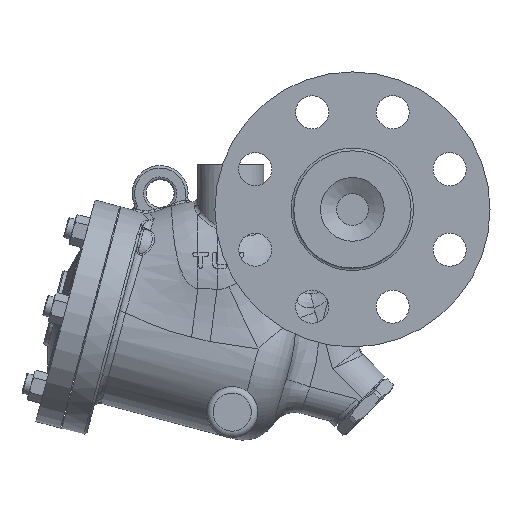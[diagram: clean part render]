
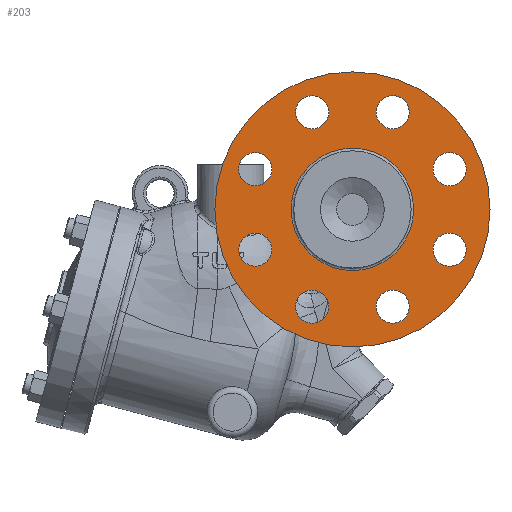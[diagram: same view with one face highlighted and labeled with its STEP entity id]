
A CAD part, front view. The second image highlights one B-rep face of the part: STEP entity #203.
In plain terms, the highlighted planar face has unit normal (0, -1, 0).
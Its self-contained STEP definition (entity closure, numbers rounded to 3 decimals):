
#73=CARTESIAN_POINT('',(205.,-141.6,133.05));
#74=VERTEX_POINT('',#73);
#75=CARTESIAN_POINT('',(205.,-141.6,85.0));
#76=DIRECTION('',(0.0,-1.0,0.0));
#77=DIRECTION('',(0.0,0.0,-1.0));
#78=AXIS2_PLACEMENT_3D('',#75,#76,#77);
#79=CIRCLE('',#78,48.05);
#80=EDGE_CURVE('',#74,#74,#79,.T.);
#96=CARTESIAN_POINT('',(205.,-141.6,162.025));
#97=DIRECTION('',(0.0,-1.0,0.0));
#98=DIRECTION('',(0.0,0.0,-1.0));
#99=AXIS2_PLACEMENT_3D('',#96,#97,#98);
#100=PLANE('',#99);
#101=CARTESIAN_POINT('',(205.,-141.6,193.0));
#102=VERTEX_POINT('',#101);
#103=CARTESIAN_POINT('',(205.,-141.6,85.0));
#104=DIRECTION('',(0.0,-1.0,0.0));
#105=DIRECTION('',(0.0,0.0,1.0));
#106=AXIS2_PLACEMENT_3D('',#103,#104,#105);
#107=CIRCLE('',#106,108.0);
#108=EDGE_CURVE('',#102,#102,#107,.T.);
#109=ORIENTED_EDGE('',*,*,#108,.T.);
#110=EDGE_LOOP('',(#109));
#111=FACE_OUTER_BOUND('',#110,.T.);
#112=CARTESIAN_POINT('',(249.591,-141.6,161.266));
#113=VERTEX_POINT('',#112);
#114=CARTESIAN_POINT('',(236.591,-141.6,161.266));
#115=DIRECTION('',(0.0,1.0,0.0));
#116=DIRECTION('',(1.0,0.0,0.0));
#117=AXIS2_PLACEMENT_3D('',#114,#115,#116);
#118=CIRCLE('',#117,13.0);
#119=EDGE_CURVE('',#113,#113,#118,.T.);
#120=ORIENTED_EDGE('',*,*,#119,.T.);
#121=EDGE_LOOP('',(#120));
#122=FACE_BOUND('',#121,.T.);
#123=CARTESIAN_POINT('',(182.602,-141.6,170.459));
#124=VERTEX_POINT('',#123);
#125=CARTESIAN_POINT('',(173.409,-141.6,161.266));
#126=DIRECTION('',(0.0,1.0,0.0));
#127=DIRECTION('',(0.707,0.0,0.707));
#128=AXIS2_PLACEMENT_3D('',#125,#126,#127);
#129=CIRCLE('',#128,13.0);
#130=EDGE_CURVE('',#124,#124,#129,.T.);
#131=ORIENTED_EDGE('',*,*,#130,.T.);
#132=EDGE_LOOP('',(#131));
#133=FACE_BOUND('',#132,.T.);
#134=CARTESIAN_POINT('',(128.734,-141.6,129.591));
#135=VERTEX_POINT('',#134);
#136=CARTESIAN_POINT('',(128.734,-141.6,116.591));
#137=DIRECTION('',(0.0,1.0,0.0));
#138=DIRECTION('',(0.0,0.0,1.0));
#139=AXIS2_PLACEMENT_3D('',#136,#137,#138);
#140=CIRCLE('',#139,13.0);
#141=EDGE_CURVE('',#135,#135,#140,.T.);
#142=ORIENTED_EDGE('',*,*,#141,.T.);
#143=EDGE_LOOP('',(#142));
#144=FACE_BOUND('',#143,.T.);
#145=CARTESIAN_POINT('',(119.541,-141.6,62.602));
#146=VERTEX_POINT('',#145);
#147=CARTESIAN_POINT('',(128.734,-141.6,53.409));
#148=DIRECTION('',(0.0,1.0,0.0));
#149=DIRECTION('',(-0.707,0.0,0.707));
#150=AXIS2_PLACEMENT_3D('',#147,#148,#149);
#151=CIRCLE('',#150,13.0);
#152=EDGE_CURVE('',#146,#146,#151,.T.);
#153=ORIENTED_EDGE('',*,*,#152,.T.);
#154=EDGE_LOOP('',(#153));
#155=FACE_BOUND('',#154,.T.);
#156=CARTESIAN_POINT('',(160.409,-141.6,8.734));
#157=VERTEX_POINT('',#156);
#158=CARTESIAN_POINT('',(173.409,-141.6,8.734));
#159=DIRECTION('',(0.0,1.0,0.0));
#160=DIRECTION('',(-1.0,0.0,0.0));
#161=AXIS2_PLACEMENT_3D('',#158,#159,#160);
#162=CIRCLE('',#161,13.0);
#163=EDGE_CURVE('',#157,#157,#162,.T.);
#164=ORIENTED_EDGE('',*,*,#163,.T.);
#165=EDGE_LOOP('',(#164));
#166=FACE_BOUND('',#165,.T.);
#167=CARTESIAN_POINT('',(227.398,-141.6,-0.459));
#168=VERTEX_POINT('',#167);
#169=CARTESIAN_POINT('',(236.591,-141.6,8.734));
#170=DIRECTION('',(0.0,1.0,0.0));
#171=DIRECTION('',(-0.707,0.0,-0.707));
#172=AXIS2_PLACEMENT_3D('',#169,#170,#171);
#173=CIRCLE('',#172,13.0);
#174=EDGE_CURVE('',#168,#168,#173,.T.);
#175=ORIENTED_EDGE('',*,*,#174,.T.);
#176=EDGE_LOOP('',(#175));
#177=FACE_BOUND('',#176,.T.);
#178=CARTESIAN_POINT('',(281.266,-141.6,40.409));
#179=VERTEX_POINT('',#178);
#180=CARTESIAN_POINT('',(281.266,-141.6,53.409));
#181=DIRECTION('',(0.0,1.0,0.0));
#182=DIRECTION('',(0.0,0.0,-1.0));
#183=AXIS2_PLACEMENT_3D('',#180,#181,#182);
#184=CIRCLE('',#183,13.0);
#185=EDGE_CURVE('',#179,#179,#184,.T.);
#186=ORIENTED_EDGE('',*,*,#185,.T.);
#187=EDGE_LOOP('',(#186));
#188=FACE_BOUND('',#187,.T.);
#189=CARTESIAN_POINT('',(290.459,-141.6,107.398));
#190=VERTEX_POINT('',#189);
#191=CARTESIAN_POINT('',(281.266,-141.6,116.591));
#192=DIRECTION('',(0.0,1.0,0.0));
#193=DIRECTION('',(0.707,0.0,-0.707));
#194=AXIS2_PLACEMENT_3D('',#191,#192,#193);
#195=CIRCLE('',#194,13.0);
#196=EDGE_CURVE('',#190,#190,#195,.T.);
#197=ORIENTED_EDGE('',*,*,#196,.T.);
#198=EDGE_LOOP('',(#197));
#199=FACE_BOUND('',#198,.T.);
#200=ORIENTED_EDGE('',*,*,#80,.F.);
#201=EDGE_LOOP('',(#200));
#202=FACE_BOUND('',#201,.T.);
#203=ADVANCED_FACE('',(#111,#122,#133,#144,#155,#166,#177,#188,#199,#202),#100,.T.);
